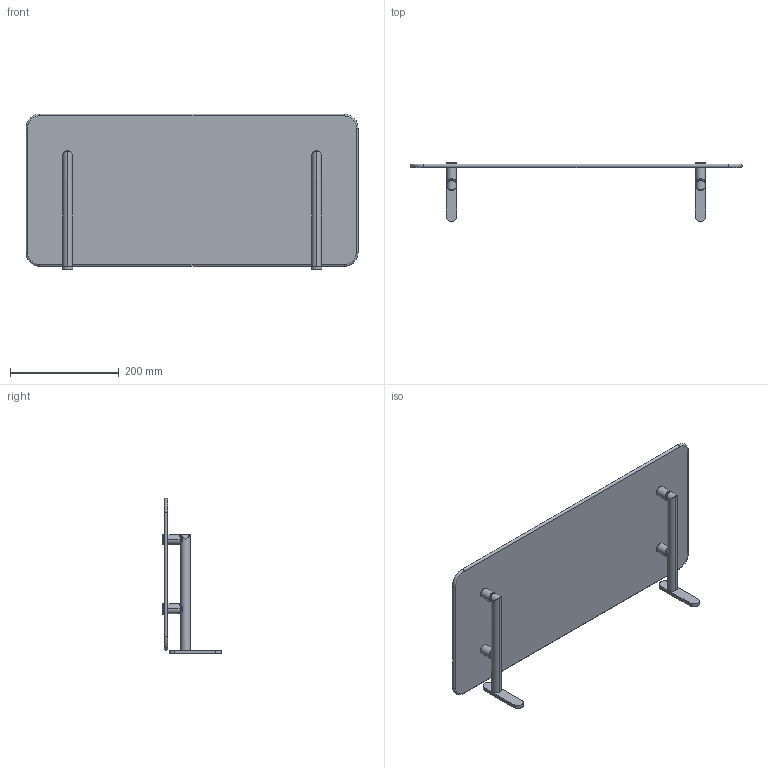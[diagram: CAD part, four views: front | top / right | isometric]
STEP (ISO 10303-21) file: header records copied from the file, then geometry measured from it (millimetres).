
FILE_DESCRIPTION((''),'2;1');
FILE_NAME('0240-24','2022-01-25T13:30:50',('jinson.thomas'),(''),'CREO PARAMETRIC BY PTC INC, 2018400','CREO PARAMETRIC BY PTC INC, 2018400','');
FILE_SCHEMA(('CONFIG_CONTROL_DESIGN'));
Length unit declared in the file: inch
Products named in the file (1): 0240-24
Bounding box: 609.6 x 108.06 x 285.7 mm (x, y, z)
Volume: 1228448.7 mm3; surface area: 386820.9 mm2
Topology: 1 solids, 1 shells, 984 faces, 2840 edges, 1880 vertices
Faces by surface type: plane 602, cylinder 346, bspline 16, cone 16, torus 4
Entity records: 38974 total; most frequent: CARTESIAN_POINT 14866, ORIENTED_EDGE 5680, DIRECTION 4248, EDGE_CURVE 2840, VERTEX_POINT 1880, AXIS2_PLACEMENT_3D 1648, B_SPLINE_CURVE_WITH_KNOTS 1208, EDGE_LOOP 1010
